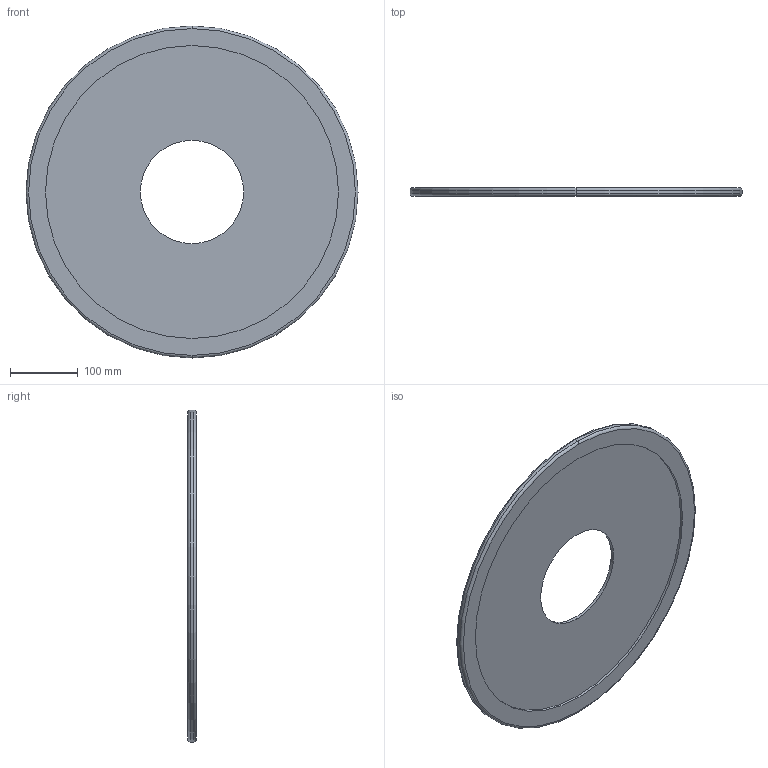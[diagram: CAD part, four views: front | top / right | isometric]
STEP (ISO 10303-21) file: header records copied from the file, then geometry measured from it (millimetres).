
FILE_DESCRIPTION (( 'STEP AP214' ), '1' );
FILE_NAME ('217-6562 20181220.STEP', '2018-12-20T19:23:41', ( '' ), ( '' ), 'SwSTEP 2.0', 'SolidWorks 2017', '' );
FILE_SCHEMA (( 'AUTOMOTIVE_DESIGN' ));
Length unit declared in the file: millimetre
Products named in the file (3): 217-6562-102 Rev1 - Rolled; 217-6562-101 Rev3; 217-6562 20181220
Assembly tree (2 placements, depth 2):
  217-6562 20181220
    217-6562-101 Rev3
    217-6562-102 Rev1 - Rolled
Bounding box: 490.22 x 12.38 x 490.22 mm (x, y, z)
Volume: 1120679.5 mm3; surface area: 525860.8 mm2
Topology: 2 solids, 2 shells, 22 faces, 44 edges, 28 vertices
Faces by surface type: cylinder 12, plane 6, torus 4
Entity records: 706 total; most frequent: DIRECTION 130, CARTESIAN_POINT 99, ORIENTED_EDGE 88, AXIS2_PLACEMENT_3D 59, EDGE_CURVE 44, CIRCLE 32, EDGE_LOOP 28, VERTEX_POINT 28
